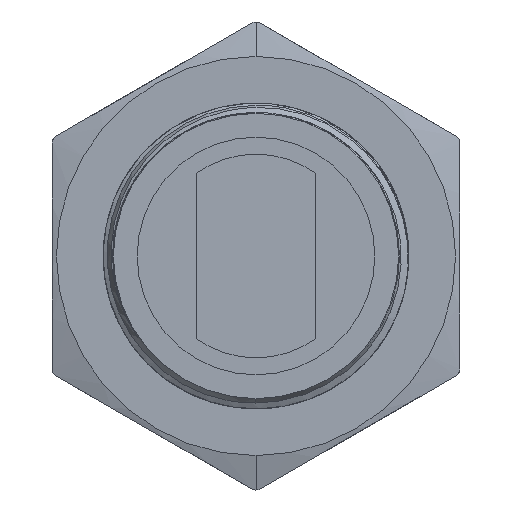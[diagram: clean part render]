
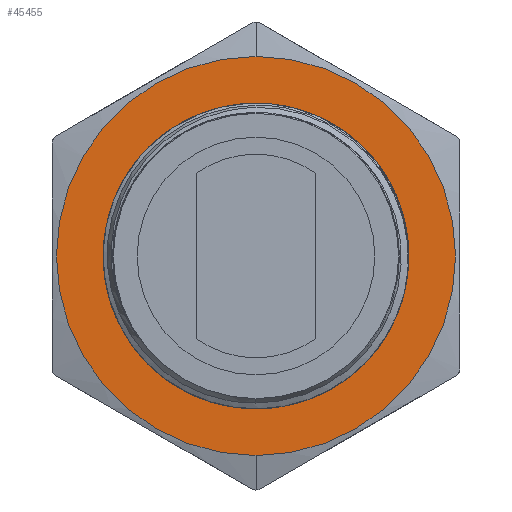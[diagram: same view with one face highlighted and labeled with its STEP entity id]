
A CAD part, front view. The second image highlights one B-rep face of the part: STEP entity #45455.
In plain terms, the highlighted face is planar.
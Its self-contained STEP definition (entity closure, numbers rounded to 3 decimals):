
#40519=CARTESIAN_POINT('',(0.,3.4,0.));
#40520=DIRECTION('',(0.,-1.,0.));
#40521=DIRECTION('',(-1.,0.,0.));
#40522=AXIS2_PLACEMENT_3D('',#40519,#40520,#40521);
#40527=CARTESIAN_POINT('',(0.,3.4,0.));
#40528=DIRECTION('',(0.,-1.,0.));
#40529=DIRECTION('',(1.,0.,0.));
#40530=AXIS2_PLACEMENT_3D('',#40527,#40528,#40529);
#40535=CARTESIAN_POINT('',(0.,3.4,0.));
#40536=DIRECTION('',(0.,1.,0.));
#40537=DIRECTION('',(-1.,0.,0.));
#40538=AXIS2_PLACEMENT_3D('',#40535,#40536,#40537);
#40543=CARTESIAN_POINT('',(0.,3.4,0.));
#40544=DIRECTION('',(0.,1.,0.));
#40545=DIRECTION('',(1.,0.,0.));
#40546=AXIS2_PLACEMENT_3D('',#40543,#40544,#40545);
#40573=CARTESIAN_POINT('',(8.5,3.4,0.));
#40574=VERTEX_POINT('',#40573);
#40575=CARTESIAN_POINT('',(-8.5,3.4,0.));
#40576=VERTEX_POINT('',#40575);
#40577=CARTESIAN_POINT('',(-11.75,3.4,0.));
#40578=CARTESIAN_POINT('',(11.75,3.4,0.));
#40579=VERTEX_POINT('',#40577);
#40580=VERTEX_POINT('',#40578);
#45440=CARTESIAN_POINT('',(0.,3.4,0.));
#45441=DIRECTION('',(0.,1.,0.));
#45442=DIRECTION('',(1.,0.,0.));
#45443=AXIS2_PLACEMENT_3D('',#45440,#45441,#45442);
#45444=PLANE('',#45443);
#45445=ORIENTED_EDGE('',*,*,#45428,.T.);
#45446=ORIENTED_EDGE('',*,*,#45414,.T.);
#45447=EDGE_LOOP('',(#45445,#45446));
#45448=FACE_OUTER_BOUND('',#45447,.F.);
#45450=ORIENTED_EDGE('',*,*,#45449,.T.);
#45452=ORIENTED_EDGE('',*,*,#45451,.T.);
#45453=EDGE_LOOP('',(#45450,#45452));
#45454=FACE_BOUND('',#45453,.F.);
#45455=ADVANCED_FACE('',(#45448,#45454),#45444,.T.);
#40523=CIRCLE('',#40522,11.75);
#40531=CIRCLE('',#40530,11.75);
#40539=CIRCLE('',#40538,8.5);
#40547=CIRCLE('',#40546,8.5);
#45414=EDGE_CURVE('',#40580,#40579,#40531,.T.);
#45428=EDGE_CURVE('',#40579,#40580,#40523,.T.);
#45449=EDGE_CURVE('',#40576,#40574,#40539,.T.);
#45451=EDGE_CURVE('',#40574,#40576,#40547,.T.);
